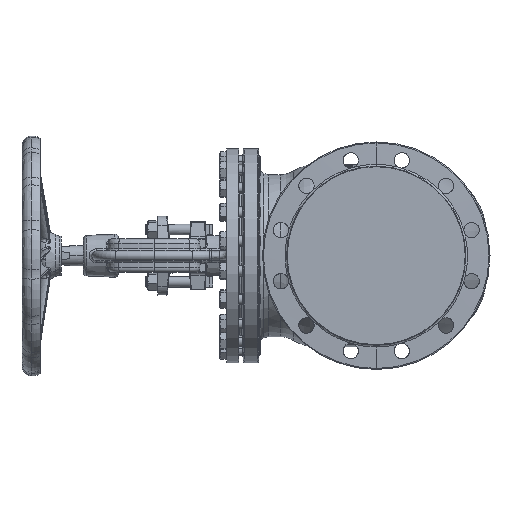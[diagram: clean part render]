
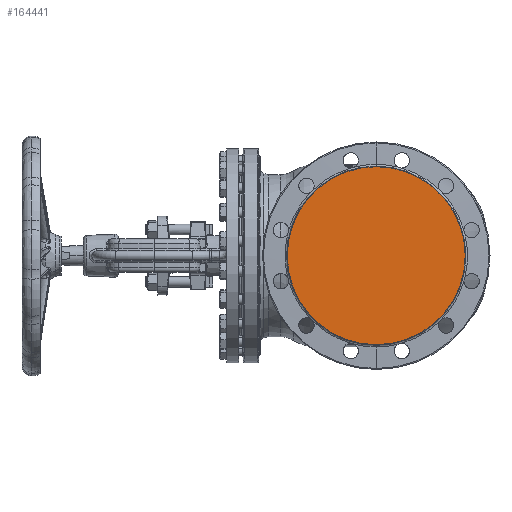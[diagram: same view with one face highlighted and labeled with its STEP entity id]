
A CAD part, left-side view. The second image highlights one B-rep face of the part: STEP entity #164441.
In plain terms, the highlighted planar face has unit normal (-1, 0, 0).
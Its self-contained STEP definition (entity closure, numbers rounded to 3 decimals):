
#5140 = ORIENTED_EDGE ( 'NONE', *, *, #116438, .T. ) ;
#9116 = DIRECTION ( 'NONE',  ( -1., 0., 0. ) ) ;
#15674 = CARTESIAN_POINT ( 'NONE',  ( -300., 0., -133. ) ) ;
#22977 = DIRECTION ( 'NONE',  ( 0., 0., 1. ) ) ;
#26107 = PLANE ( 'NONE',  #97096 ) ;
#37372 = DIRECTION ( 'NONE',  ( -1., 0., 0. ) ) ;
#38896 = AXIS2_PLACEMENT_3D ( 'NONE', #110754, #122921, #97774 ) ;
#61007 = CARTESIAN_POINT ( 'NONE',  ( -300., 0., 0. ) ) ;
#63672 = CARTESIAN_POINT ( 'NONE',  ( -300., 0., 0. ) ) ;
#63747 = CIRCLE ( 'NONE', #38896, 133. ) ;
#70549 = VERTEX_POINT ( 'NONE', #15674 ) ;
#73856 = AXIS2_PLACEMENT_3D ( 'NONE', #63672, #9116, #22977 ) ;
#75080 = EDGE_CURVE ( 'NONE', #70549, #154980, #63747, .T. ) ;
#92802 = FACE_OUTER_BOUND ( 'NONE', #162180, .T. ) ;
#97096 = AXIS2_PLACEMENT_3D ( 'NONE', #61007, #37372, #143087 ) ;
#97774 = DIRECTION ( 'NONE',  ( 0., 0., 1. ) ) ;
#110754 = CARTESIAN_POINT ( 'NONE',  ( -300., 0., 0. ) ) ;
#116438 = EDGE_CURVE ( 'NONE', #154980, #70549, #159721, .T. ) ;
#122921 = DIRECTION ( 'NONE',  ( -1., 0., 0. ) ) ;
#143087 = DIRECTION ( 'NONE',  ( 0., 0., 1. ) ) ;
#147581 = ORIENTED_EDGE ( 'NONE', *, *, #75080, .T. ) ;
#154980 = VERTEX_POINT ( 'NONE', #166464 ) ;
#159721 = CIRCLE ( 'NONE', #73856, 133. ) ;
#162180 = EDGE_LOOP ( 'NONE', ( #147581, #5140 ) ) ;
#164441 = ADVANCED_FACE ( 'NONE', ( #92802 ), #26107, .T. ) ;
#166464 = CARTESIAN_POINT ( 'NONE',  ( -300., 0., 133. ) ) ;
